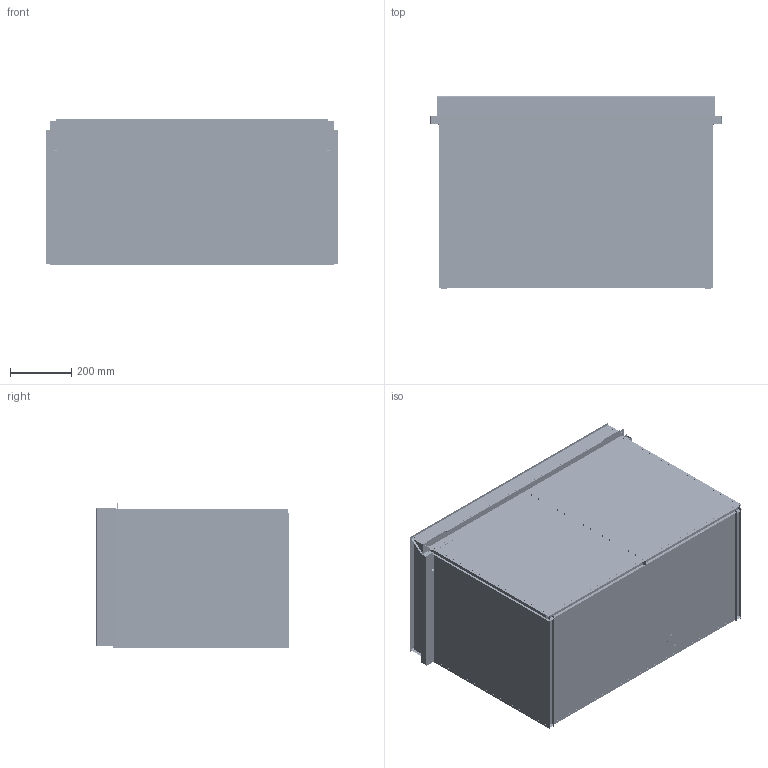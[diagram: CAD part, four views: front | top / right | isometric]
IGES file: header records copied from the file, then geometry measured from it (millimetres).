
Start section:  PTC IGES file: CVASCV90-SF1G800C0.igs
Global section: file name: CVASCV90-SF1G800C0.igs; native system: Creo Parametric by PTC Inc.; preprocessor: 2019224; author: 10113527; organization: Unknown; date: 20200701.102234; units: millimetre
Bounding box: 950.36 x 634.24 x 474.26 mm (x, y, z)
Surface area: 21664013.3 mm2 (no closed solid volume)
Topology: 0 solids, 0 shells, 7063 faces, 102254 edges, 133340 vertices
Faces by surface type: bspline 3736, revolution 2807, extrusion 520
